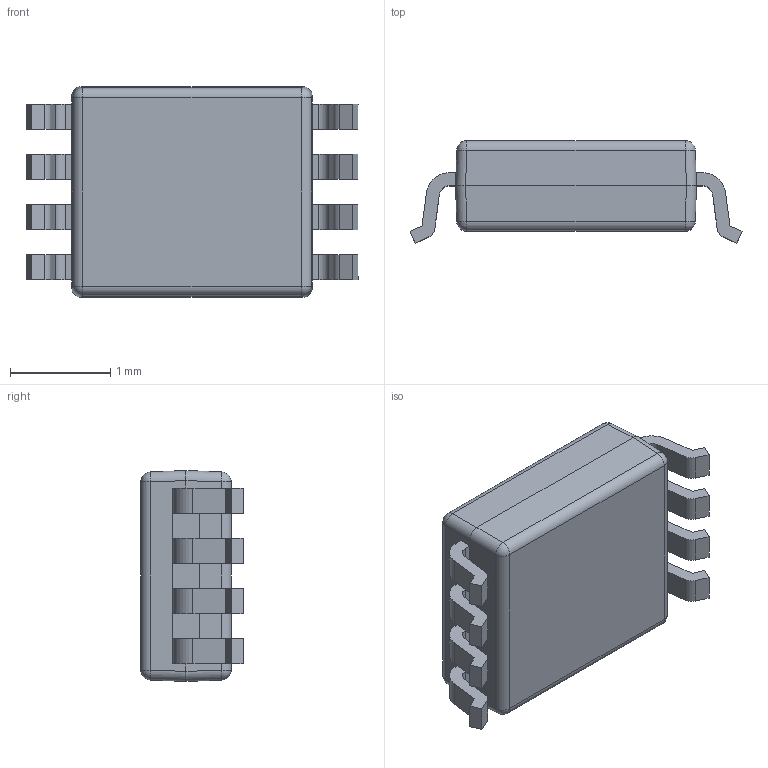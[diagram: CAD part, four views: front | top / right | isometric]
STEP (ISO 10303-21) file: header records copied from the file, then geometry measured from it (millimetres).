
FILE_DESCRIPTION (( 'STEP AP214' ), '1' );
FILE_NAME ('VSSOP-8(TXS0102).STEP', '2022-04-21T12:41:17', ( '' ), ( '' ), 'SwSTEP 2.0', 'SolidWorks 2017', '' );
FILE_SCHEMA (( 'AUTOMOTIVE_DESIGN' ));
Length unit declared in the file: millimetre
Products named in the file (1): VSSOP-8(TXS0102)
Bounding box: 3.31 x 1.02 x 2.1 mm (x, y, z)
Volume: 4.6 mm3; surface area: 22 mm2
Topology: 1 solids, 1 shells, 136 faces, 362 edges, 220 vertices
Faces by surface type: plane 88, cylinder 40, sphere 8
Entity records: 4560 total; most frequent: CARTESIAN_POINT 723, ORIENTED_EDGE 708, DIRECTION 696, EDGE_CURVE 354, LINE 278, VECTOR 278, VERTEX_POINT 220, AXIS2_PLACEMENT_3D 209
